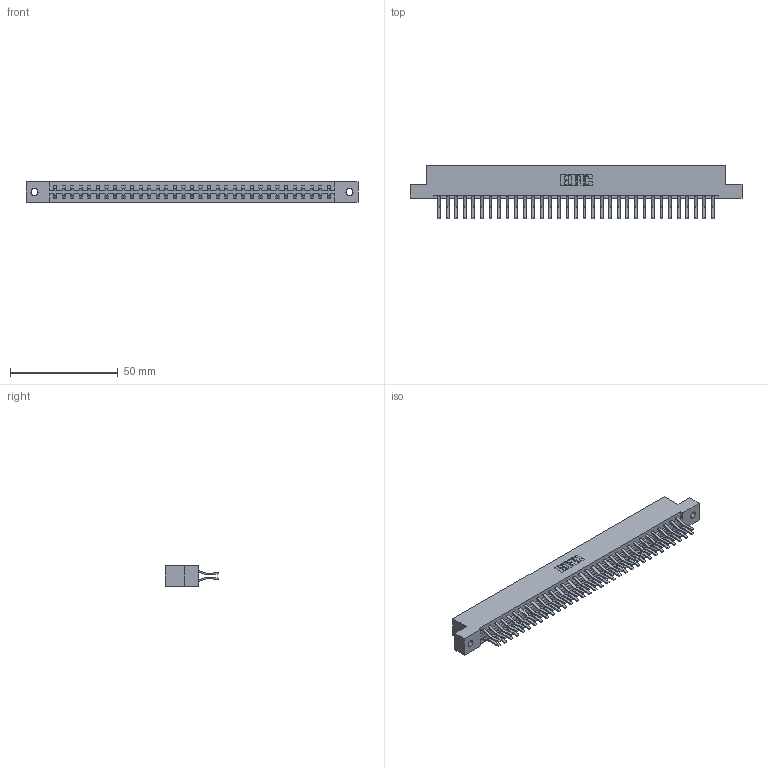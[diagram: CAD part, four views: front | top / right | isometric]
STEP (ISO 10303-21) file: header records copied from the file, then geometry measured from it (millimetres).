
FILE_DESCRIPTION (( 'STEP AP203' ), '1' );
FILE_NAME ('337-066-560-202.STEP', '2019-10-09T23:44:04', ( '' ), ( '' ), 'SwSTEP 2.0', 'SolidWorks 2016', '' );
FILE_SCHEMA (( 'CONFIG_CONTROL_DESIGN' ));
Length unit declared in the file: inch
Products named in the file (3): 345-292-001_560 Tail; 337 Part_Flush Mounting Lugs - 0.128 Dia; 337-066-560-202
Assembly tree (67 placements, depth 2):
  337-066-560-202
    337 Part_Flush Mounting Lugs - 0.128 Dia
    345-292-001_560 Tail  x66
Bounding box: 153.77 x 24.78 x 9.4 mm (x, y, z)
Volume: 16481.8 mm3; surface area: 19524.6 mm2
Topology: 67 solids, 67 shells, 3810 faces, 11333 edges, 7466 vertices
Faces by surface type: plane 2578, cylinder 1232
Entity records: 26841 total; most frequent: CARTESIAN_POINT 4530, ORIENTED_EDGE 4466, DIRECTION 3873, EDGE_CURVE 2233, VECTOR 2101, LINE 2101, VERTEX_POINT 1486, AXIS2_PLACEMENT_3D 886
